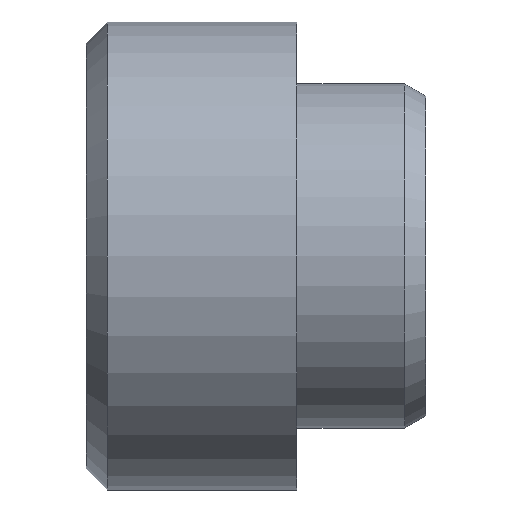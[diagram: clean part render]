
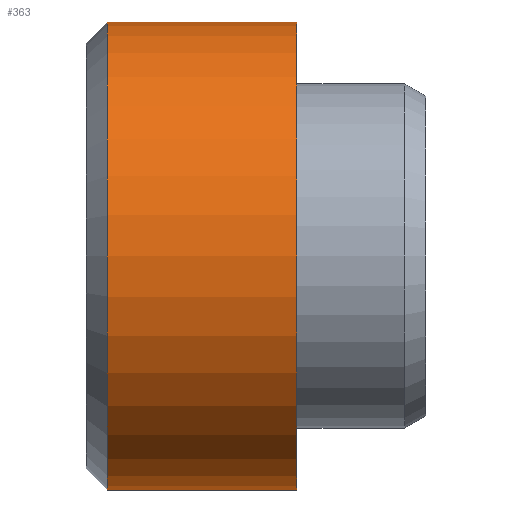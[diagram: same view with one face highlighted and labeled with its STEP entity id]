
A CAD part, left-side view. The second image highlights one B-rep face of the part: STEP entity #363.
In plain terms, the highlighted cylindrical face has radius 2.78 mm (diameter 5.56 mm), a partial arc.
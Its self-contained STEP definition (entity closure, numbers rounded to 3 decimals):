
#10 = FACE_OUTER_BOUND ( 'NONE', #141, .T. ) ;
#33 = AXIS2_PLACEMENT_3D ( 'NONE', #331, #133, #246 ) ;
#59 = CYLINDRICAL_SURFACE ( 'NONE', #413, 2.78 ) ;
#96 = EDGE_CURVE ( 'NONE', #521, #444, #449, .T. ) ;
#114 = ORIENTED_EDGE ( 'NONE', *, *, #299, .T. ) ;
#117 = ORIENTED_EDGE ( 'NONE', *, *, #399, .T. ) ;
#121 = CIRCLE ( 'NONE', #290, 2.78 ) ;
#133 = DIRECTION ( 'NONE',  ( 0., 1., 0. ) ) ;
#134 = CARTESIAN_POINT ( 'NONE',  ( 0., 36.602, -2.78 ) ) ;
#141 = EDGE_LOOP ( 'NONE', ( #393, #117, #355, #114 ) ) ;
#152 = VERTEX_POINT ( 'NONE', #205 ) ;
#172 = DIRECTION ( 'NONE',  ( 0., -1., 0. ) ) ;
#197 = EDGE_CURVE ( 'NONE', #465, #152, #367, .T. ) ;
#205 = CARTESIAN_POINT ( 'NONE',  ( 0., 2.25, -2.78 ) ) ;
#209 = CARTESIAN_POINT ( 'NONE',  ( 0., 36.602, 2.78 ) ) ;
#219 = DIRECTION ( 'NONE',  ( 0., 1., 0. ) ) ;
#240 = CIRCLE ( 'NONE', #33, 2.78 ) ;
#246 = DIRECTION ( 'NONE',  ( 0., 0., 1. ) ) ;
#279 = CARTESIAN_POINT ( 'NONE',  ( 0., 2.25, 2.78 ) ) ;
#289 = VECTOR ( 'NONE', #415, 1000. ) ;
#290 = AXIS2_PLACEMENT_3D ( 'NONE', #370, #172, #528 ) ;
#299 = EDGE_CURVE ( 'NONE', #444, #152, #121, .T. ) ;
#331 = CARTESIAN_POINT ( 'NONE',  ( 0., 0., 0. ) ) ;
#336 = DIRECTION ( 'NONE',  ( 0., 1., 0. ) ) ;
#355 = ORIENTED_EDGE ( 'NONE', *, *, #96, .T. ) ;
#363 = ADVANCED_FACE ( 'NONE', ( #10 ), #59, .T. ) ;
#367 = LINE ( 'NONE', #134, #422 ) ;
#370 = CARTESIAN_POINT ( 'NONE',  ( 0., 2.25, 0. ) ) ;
#376 = DIRECTION ( 'NONE',  ( 0., 0., 1. ) ) ;
#393 = ORIENTED_EDGE ( 'NONE', *, *, #197, .F. ) ;
#399 = EDGE_CURVE ( 'NONE', #465, #521, #240, .T. ) ;
#413 = AXIS2_PLACEMENT_3D ( 'NONE', #418, #219, #376 ) ;
#414 = CARTESIAN_POINT ( 'NONE',  ( 0., 0., -2.78 ) ) ;
#415 = DIRECTION ( 'NONE',  ( 0., 1., 0. ) ) ;
#418 = CARTESIAN_POINT ( 'NONE',  ( 0., 36.602, 0. ) ) ;
#422 = VECTOR ( 'NONE', #336, 1000. ) ;
#444 = VERTEX_POINT ( 'NONE', #279 ) ;
#449 = LINE ( 'NONE', #209, #289 ) ;
#465 = VERTEX_POINT ( 'NONE', #414 ) ;
#496 = CARTESIAN_POINT ( 'NONE',  ( 0., 0., 2.78 ) ) ;
#521 = VERTEX_POINT ( 'NONE', #496 ) ;
#528 = DIRECTION ( 'NONE',  ( 0., 0., -1. ) ) ;
